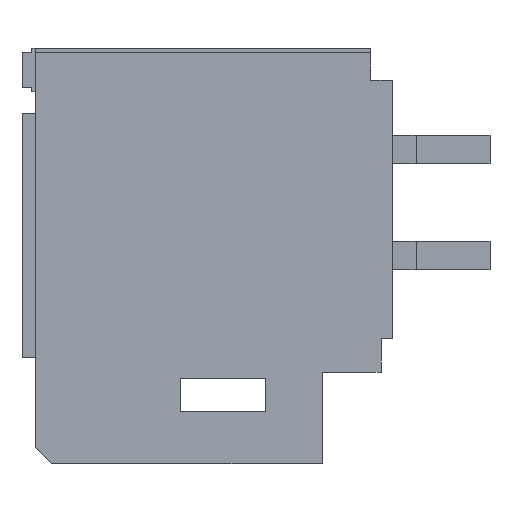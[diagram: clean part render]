
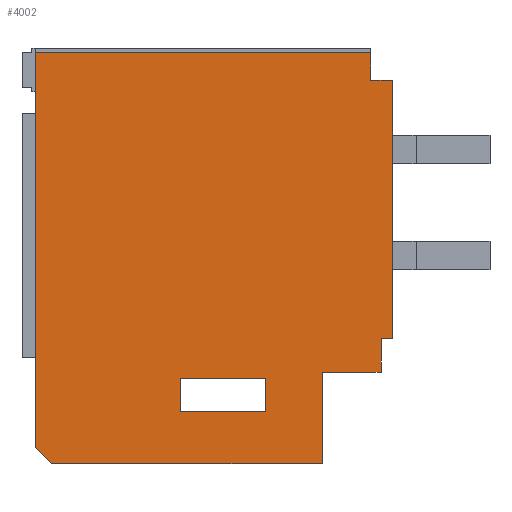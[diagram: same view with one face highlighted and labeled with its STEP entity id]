
A CAD part, front view. The second image highlights one B-rep face of the part: STEP entity #4002.
In plain terms, the highlighted planar face has unit normal (0, -1, 0).
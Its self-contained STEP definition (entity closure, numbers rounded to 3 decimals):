
#122=DIRECTION('',(0.,0.,-1.));
#123=VECTOR('',#122,417.);
#124=CARTESIAN_POINT('',(-151.5,115.,107.575));
#125=LINE('',#124,#123);
#170=DIRECTION('',(0.,0.,1.));
#171=VECTOR('',#170,35.);
#172=CARTESIAN_POINT('',(1.5,115.,-271.425));
#173=LINE('',#172,#171);
#182=DIRECTION('',(0.707,0.,-0.707));
#183=VECTOR('',#182,24.042);
#184=CARTESIAN_POINT('',(-151.5,115.,-309.425));
#185=LINE('',#184,#183);
#186=DIRECTION('',(1.,0.,0.));
#187=VECTOR('',#186,354.);
#188=CARTESIAN_POINT('',(-151.5,115.,107.575));
#189=LINE('',#188,#187);
#190=DIRECTION('',(-1.,0.,0.));
#191=VECTOR('',#190,90.);
#192=CARTESIAN_POINT('',(91.5,115.,-271.425));
#193=LINE('',#192,#191);
#202=DIRECTION('',(0.,0.,-1.));
#203=VECTOR('',#202,35.);
#204=CARTESIAN_POINT('',(91.5,115.,-236.425));
#205=LINE('',#204,#203);
#214=DIRECTION('',(1.,0.,0.));
#215=VECTOR('',#214,90.);
#216=CARTESIAN_POINT('',(1.5,115.,-236.425));
#217=LINE('',#216,#215);
#234=DIRECTION('',(1.,0.,0.));
#235=VECTOR('',#234,286.);
#236=CARTESIAN_POINT('',(-134.5,115.,-326.425));
#237=LINE('',#236,#235);
#302=DIRECTION('',(0.,0.,-1.));
#303=VECTOR('',#302,97.);
#304=CARTESIAN_POINT('',(151.5,115.,-229.425));
#305=LINE('',#304,#303);
#306=DIRECTION('',(-1.,0.,0.));
#307=VECTOR('',#306,62.);
#308=CARTESIAN_POINT('',(213.5,115.,-229.425));
#309=LINE('',#308,#307);
#314=DIRECTION('',(0.,0.,-1.));
#315=VECTOR('',#314,35.);
#316=CARTESIAN_POINT('',(213.5,115.,-194.425));
#317=LINE('',#316,#315);
#322=DIRECTION('',(-1.,0.,0.));
#323=VECTOR('',#322,12.);
#324=CARTESIAN_POINT('',(225.5,115.,-194.425));
#325=LINE('',#324,#323);
#378=DIRECTION('',(0.,0.,1.));
#379=VECTOR('',#378,273.);
#380=CARTESIAN_POINT('',(225.5,115.,-194.425));
#381=LINE('',#380,#379);
#2258=DIRECTION('',(1.,0.,0.));
#2259=VECTOR('',#2258,23.);
#2260=CARTESIAN_POINT('',(202.5,115.,78.575));
#2261=LINE('',#2260,#2259);
#2266=DIRECTION('',(0.,0.,-1.));
#2267=VECTOR('',#2266,29.);
#2268=CARTESIAN_POINT('',(202.5,115.,107.575));
#2269=LINE('',#2268,#2267);
#3646=CARTESIAN_POINT('',(151.5,115.,-229.425));
#3647=CARTESIAN_POINT('',(151.5,115.,-326.425));
#3648=VERTEX_POINT('',#3646);
#3649=VERTEX_POINT('',#3647);
#3650=CARTESIAN_POINT('',(213.5,115.,-229.425));
#3651=VERTEX_POINT('',#3650);
#3652=CARTESIAN_POINT('',(213.5,115.,-194.425));
#3653=VERTEX_POINT('',#3652);
#3654=CARTESIAN_POINT('',(225.5,115.,-194.425));
#3655=VERTEX_POINT('',#3654);
#3656=CARTESIAN_POINT('',(202.5,115.,78.575));
#3657=CARTESIAN_POINT('',(225.5,115.,78.575));
#3658=VERTEX_POINT('',#3656);
#3659=VERTEX_POINT('',#3657);
#3660=CARTESIAN_POINT('',(1.5,115.,-271.425));
#3661=CARTESIAN_POINT('',(1.5,115.,-236.425));
#3662=VERTEX_POINT('',#3660);
#3663=VERTEX_POINT('',#3661);
#3664=CARTESIAN_POINT('',(91.5,115.,-236.425));
#3665=VERTEX_POINT('',#3664);
#3666=CARTESIAN_POINT('',(91.5,115.,-271.425));
#3667=VERTEX_POINT('',#3666);
#3676=CARTESIAN_POINT('',(-151.5,115.,107.575));
#3677=CARTESIAN_POINT('',(202.5,115.,107.575));
#3678=VERTEX_POINT('',#3676);
#3679=VERTEX_POINT('',#3677);
#3680=CARTESIAN_POINT('',(-151.5,115.,-309.425));
#3681=CARTESIAN_POINT('',(-134.5,115.,-326.425));
#3682=VERTEX_POINT('',#3680);
#3683=VERTEX_POINT('',#3681);
#3965=CARTESIAN_POINT('',(-220.472,115.,-326.425));
#3966=DIRECTION('',(0.,1.,0.));
#3967=DIRECTION('',(1.,0.,0.));
#3968=AXIS2_PLACEMENT_3D('',#3965,#3966,#3967);
#3969=PLANE('',#3968);
#3971=ORIENTED_EDGE('',*,*,#3970,.F.);
#3973=ORIENTED_EDGE('',*,*,#3972,.F.);
#3974=ORIENTED_EDGE('',*,*,#3895,.F.);
#3976=ORIENTED_EDGE('',*,*,#3975,.T.);
#3978=ORIENTED_EDGE('',*,*,#3977,.T.);
#3980=ORIENTED_EDGE('',*,*,#3979,.T.);
#3982=ORIENTED_EDGE('',*,*,#3981,.F.);
#3984=ORIENTED_EDGE('',*,*,#3983,.T.);
#3986=ORIENTED_EDGE('',*,*,#3985,.T.);
#3988=ORIENTED_EDGE('',*,*,#3987,.T.);
#3990=ORIENTED_EDGE('',*,*,#3989,.T.);
#3991=EDGE_LOOP('',(#3971,#3973,#3974,#3976,#3978,#3980,#3982,#3984,#3986,#3988,
#3990));
#3992=FACE_OUTER_BOUND('',#3991,.F.);
#3993=ORIENTED_EDGE('',*,*,#3955,.F.);
#3995=ORIENTED_EDGE('',*,*,#3994,.F.);
#3997=ORIENTED_EDGE('',*,*,#3996,.F.);
#3999=ORIENTED_EDGE('',*,*,#3998,.F.);
#4000=EDGE_LOOP('',(#3993,#3995,#3997,#3999));
#4001=FACE_BOUND('',#4000,.F.);
#3895=EDGE_CURVE('',#3678,#3682,#125,.T.);
#3955=EDGE_CURVE('',#3662,#3663,#173,.T.);
#3970=EDGE_CURVE('',#3683,#3649,#237,.T.);
#3972=EDGE_CURVE('',#3682,#3683,#185,.T.);
#3975=EDGE_CURVE('',#3678,#3679,#189,.T.);
#3977=EDGE_CURVE('',#3679,#3658,#2269,.T.);
#3979=EDGE_CURVE('',#3658,#3659,#2261,.T.);
#3981=EDGE_CURVE('',#3655,#3659,#381,.T.);
#3983=EDGE_CURVE('',#3655,#3653,#325,.T.);
#3985=EDGE_CURVE('',#3653,#3651,#317,.T.);
#3987=EDGE_CURVE('',#3651,#3648,#309,.T.);
#3989=EDGE_CURVE('',#3648,#3649,#305,.T.);
#3994=EDGE_CURVE('',#3667,#3662,#193,.T.);
#3996=EDGE_CURVE('',#3665,#3667,#205,.T.);
#3998=EDGE_CURVE('',#3663,#3665,#217,.T.);
#4002=ADVANCED_FACE('',(#3992,#4001),#3969,.F.);
